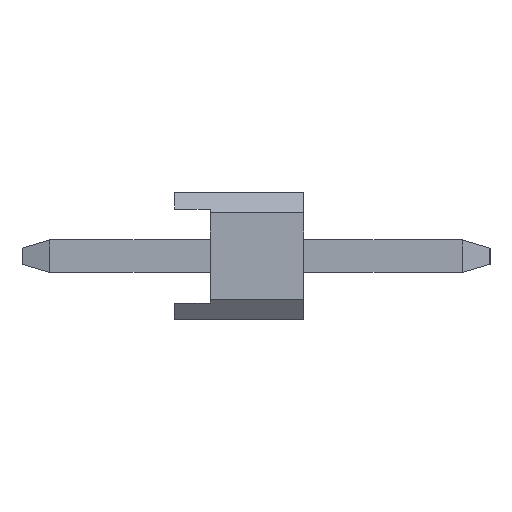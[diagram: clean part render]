
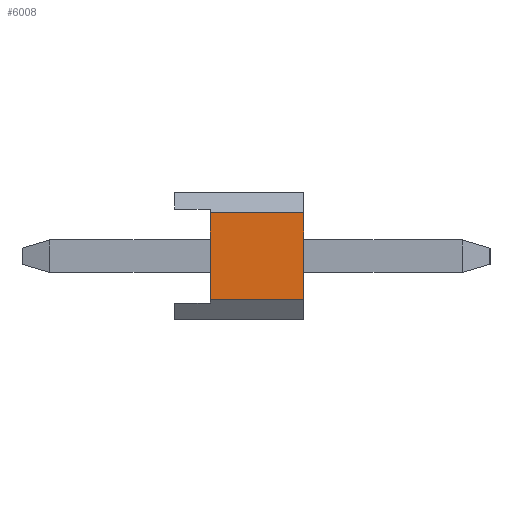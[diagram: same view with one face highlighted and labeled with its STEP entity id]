
A CAD part, left-side view. The second image highlights one B-rep face of the part: STEP entity #6008.
In plain terms, the highlighted planar face has unit normal (-1, 0, 0).
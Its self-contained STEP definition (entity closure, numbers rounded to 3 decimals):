
#4964=VERTEX_POINT('',#13346);
#5350=EDGE_CURVE('',#11480,#4964,#13776,.T.);
#6008=ADVANCED_FACE('',(#14499),#14500,.T.);
#8494=VERTEX_POINT('',#17251);
#8844=EDGE_CURVE('',#8494,#4964,#17637,.T.);
#8876=VERTEX_POINT('',#17671);
#10804=EDGE_CURVE('',#11480,#8876,#19793,.T.);
#11480=VERTEX_POINT('',#20540);
#12090=EDGE_CURVE('',#8876,#8494,#21203,.T.);
#13346=CARTESIAN_POINT('',(-34.19,-2.54,0.851));
#13776=LINE('',#23556,#23557);
#14499=FACE_OUTER_BOUND('',#24596,.T.);
#14500=PLANE('',#24597);
#17251=CARTESIAN_POINT('',(-34.19,-2.54,-0.851));
#17637=LINE('',#29147,#29148);
#17671=CARTESIAN_POINT('',(-34.19,-0.7,-0.851));
#19793=LINE('',#32255,#32256);
#20540=CARTESIAN_POINT('',(-34.19,-0.7,0.851));
#21203=LINE('',#34287,#34288);
#23556=CARTESIAN_POINT('',(-34.19,0.,0.851));
#23557=VECTOR('',#36150,1.0);
#24596=EDGE_LOOP('',(#36844,#36845,#36846,#36847));
#24597=AXIS2_PLACEMENT_3D('',#36848,#36849,#36850);
#29147=CARTESIAN_POINT('',(-34.19,-2.54,0.851));
#29148=VECTOR('',#40131,1.0);
#32255=CARTESIAN_POINT('',(-34.19,-0.7,-0.426));
#32256=VECTOR('',#42239,1.0);
#34287=CARTESIAN_POINT('',(-34.19,0.,-0.851));
#34288=VECTOR('',#43574,1.0);
#36150=DIRECTION('',(0.0,-1.0,0.));
#36844=ORIENTED_EDGE('',*,*,#10804,.T.);
#36845=ORIENTED_EDGE('',*,*,#12090,.T.);
#36846=ORIENTED_EDGE('',*,*,#8844,.T.);
#36847=ORIENTED_EDGE('',*,*,#5350,.F.);
#36848=CARTESIAN_POINT('',(-34.19,0.,-0.851));
#36849=DIRECTION('',(-1.0,0.0,0.0));
#36850=DIRECTION('',(0.0,0.,-1.0));
#40131=DIRECTION('',(0.0,0.,1.0));
#42239=DIRECTION('',(0.0,0.,-1.0));
#43574=DIRECTION('',(0.0,-1.0,0.));
